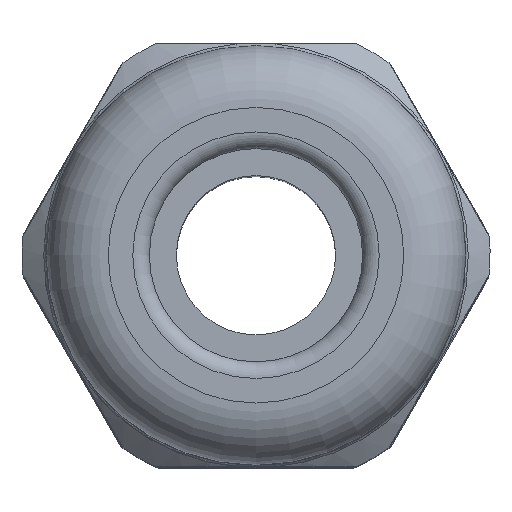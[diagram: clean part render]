
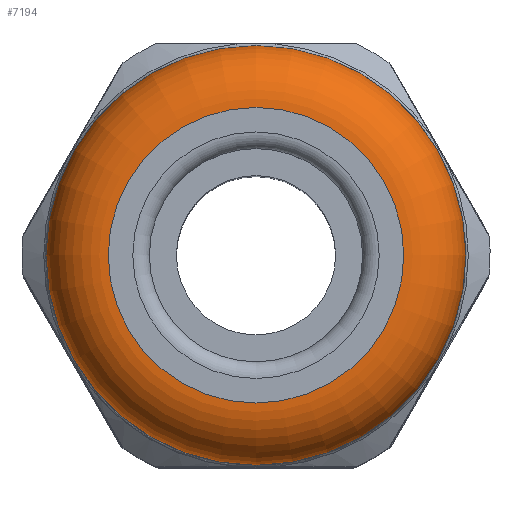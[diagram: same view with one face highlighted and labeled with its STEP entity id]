
A CAD part, top view. The second image highlights one B-rep face of the part: STEP entity #7194.
In plain terms, the highlighted toroidal (fillet/blend) face has major radius 8.35 mm and minor radius 3.5 mm.
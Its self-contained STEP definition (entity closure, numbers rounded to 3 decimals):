
#7187=TOROIDAL_SURFACE('',#25327,8.35,3.5);
#7194=ADVANCED_FACE('',(#8113,#8114),#7187,.T.);
#8113=FACE_BOUND('',#8167,.T.);
#8114=FACE_BOUND('',#8168,.T.);
#8167=EDGE_LOOP('',(#9097));
#8168=EDGE_LOOP('',(#9098));
#9097=ORIENTED_EDGE('',*,*,#16058,.F.);
#9098=ORIENTED_EDGE('',*,*,#16059,.T.);
#14316=VERTEX_POINT('',#30938);
#14317=VERTEX_POINT('',#30940);
#16058=EDGE_CURVE('',#14316,#14316,#18710,.T.);
#16059=EDGE_CURVE('',#14317,#14317,#18711,.T.);
#18710=CIRCLE('',#25325,8.35);
#18711=CIRCLE('',#25326,11.85);
#25325=AXIS2_PLACEMENT_3D('',#30937,#26380,#26381);
#25326=AXIS2_PLACEMENT_3D('',#30939,#26382,#26383);
#25327=AXIS2_PLACEMENT_3D('',#30941,#26384,#26385);
#26380=DIRECTION('',(0.,0.,1.));
#26381=DIRECTION('',(0.,1.,0.));
#26382=DIRECTION('',(0.,0.,1.));
#26383=DIRECTION('',(0.,1.,0.));
#26384=DIRECTION('',(0.,0.,1.));
#26385=DIRECTION('',(0.,-1.,0.));
#30937=CARTESIAN_POINT('',(0.,0.,
27.2));
#30938=CARTESIAN_POINT('',(0.,8.35,27.2));
#30939=CARTESIAN_POINT('',(0.,0.,
23.7));
#30940=CARTESIAN_POINT('',(0.,11.85,23.7));
#30941=CARTESIAN_POINT('',(0.,0.,
23.7));
